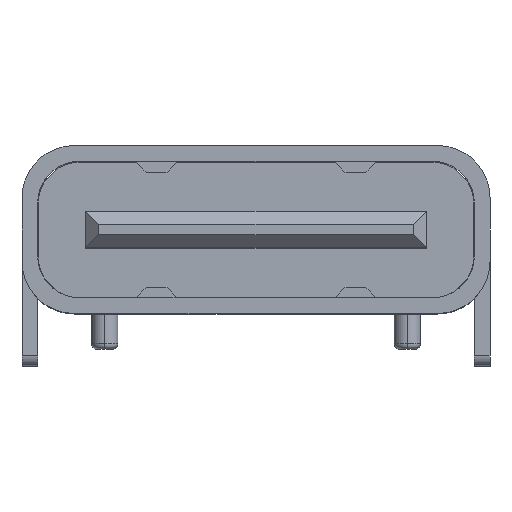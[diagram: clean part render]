
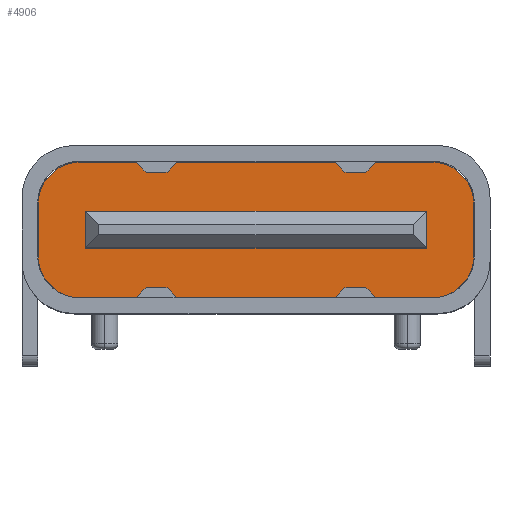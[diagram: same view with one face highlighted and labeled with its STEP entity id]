
A CAD part, top view. The second image highlights one B-rep face of the part: STEP entity #4906.
In plain terms, the highlighted planar face has unit normal (0, 0, 1).
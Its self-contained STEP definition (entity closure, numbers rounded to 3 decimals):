
#578 = CARTESIAN_POINT ( 'NONE',  ( 3.36, 1.11, -1.8 ) ) ;
#585 = CARTESIAN_POINT ( 'NONE',  ( -3.36, 1.11, -1.8 ) ) ;
#586 = DIRECTION ( 'NONE',  ( 0., 0., 1. ) ) ;
#587 = DIRECTION ( 'NONE',  ( -1., 0., 0. ) ) ;
#588 = CARTESIAN_POINT ( 'NONE',  ( 3.36, 2.1, -1.8 ) ) ;
#589 = CARTESIAN_POINT ( 'NONE',  ( -3.36, 2.1, -1.8 ) ) ;
#590 = DIRECTION ( 'NONE',  ( 0., 0., 1. ) ) ;
#591 = DIRECTION ( 'NONE',  ( 1., 0., 0. ) ) ;
#592 = CARTESIAN_POINT ( 'NONE',  ( -3.36, 2.9, -1.8 ) ) ;
#593 = DIRECTION ( 'NONE',  ( -1., 0., 0. ) ) ;
#594 = CARTESIAN_POINT ( 'NONE',  ( -3.36, 0.31, -1.8 ) ) ;
#595 = DIRECTION ( 'NONE',  ( 1., 0., 0. ) ) ;
#597 = DIRECTION ( 'NONE',  ( 0., 0., 1. ) ) ;
#598 = DIRECTION ( 'NONE',  ( 1., 0., 0. ) ) ;
#599 = CARTESIAN_POINT ( 'NONE',  ( 4.16, 2.1, -1.8 ) ) ;
#600 = DIRECTION ( 'NONE',  ( 0., 1., 0. ) ) ;
#601 = DIRECTION ( 'NONE',  ( 0., 0., 1. ) ) ;
#602 = DIRECTION ( 'NONE',  ( 1., 0., 0. ) ) ;
#603 = CARTESIAN_POINT ( 'NONE',  ( -4.16, 2.1, -1.8 ) ) ;
#604 = DIRECTION ( 'NONE',  ( 0., -1., 0. ) ) ;
#605 = CARTESIAN_POINT ( 'NONE',  ( -3.25, 1.955, -1.8 ) ) ;
#606 = DIRECTION ( 'NONE',  ( 0., -1., 0. ) ) ;
#607 = CARTESIAN_POINT ( 'NONE',  ( -3.25, 1.255, -1.8 ) ) ;
#608 = DIRECTION ( 'NONE',  ( 1., 0., 0. ) ) ;
#609 = CARTESIAN_POINT ( 'NONE',  ( 3.25, 1.955, -1.8 ) ) ;
#610 = DIRECTION ( 'NONE',  ( 0., 1., 0. ) ) ;
#611 = CARTESIAN_POINT ( 'NONE',  ( -3.25, 1.955, -1.8 ) ) ;
#612 = DIRECTION ( 'NONE',  ( -1., 0., 0. ) ) ;
#896 = LINE ( 'NONE', #603, #907 ) ;
#897 = LINE ( 'NONE', #592, #899 ) ;
#899 = VECTOR ( 'NONE', #593, 1000. ) ;
#900 = LINE ( 'NONE', #599, #903 ) ;
#902 = CIRCLE ( 'NONE', #10462, 0.8 ) ;
#903 = VECTOR ( 'NONE', #600, 1000. ) ;
#904 = CIRCLE ( 'NONE', #10458, 0.8 ) ;
#905 = LINE ( 'NONE', #594, #906 ) ;
#906 = VECTOR ( 'NONE', #595, 1000. ) ;
#907 = VECTOR ( 'NONE', #604, 1000. ) ;
#908 = CIRCLE ( 'NONE', #10471, 0.8 ) ;
#910 = CIRCLE ( 'NONE', #10472, 0.8 ) ;
#911 = LINE ( 'NONE', #605, #912 ) ;
#912 = VECTOR ( 'NONE', #606, 1000. ) ;
#913 = LINE ( 'NONE', #607, #914 ) ;
#914 = VECTOR ( 'NONE', #608, 1000. ) ;
#915 = LINE ( 'NONE', #609, #916 ) ;
#916 = VECTOR ( 'NONE', #610, 1000. ) ;
#917 = LINE ( 'NONE', #611, #918 ) ;
#918 = VECTOR ( 'NONE', #612, 1000. ) ;
#1357 = ORIENTED_EDGE ( 'NONE', *, *, #5784, .F. ) ;
#1358 = ORIENTED_EDGE ( 'NONE', *, *, #5785, .F. ) ;
#1359 = ORIENTED_EDGE ( 'NONE', *, *, #5783, .T. ) ;
#1360 = ORIENTED_EDGE ( 'NONE', *, *, #5782, .T. ) ;
#1361 = ORIENTED_EDGE ( 'NONE', *, *, #5778, .T. ) ;
#1362 = ORIENTED_EDGE ( 'NONE', *, *, #5781, .T. ) ;
#1363 = ORIENTED_EDGE ( 'NONE', *, *, #5777, .T. ) ;
#1364 = ORIENTED_EDGE ( 'NONE', *, *, #5776, .T. ) ;
#1365 = ORIENTED_EDGE ( 'NONE', *, *, #5779, .T. ) ;
#1366 = ORIENTED_EDGE ( 'NONE', *, *, #5780, .T. ) ;
#1376 = ORIENTED_EDGE ( 'NONE', *, *, #5787, .F. ) ;
#1381 = ORIENTED_EDGE ( 'NONE', *, *, #5786, .F. ) ;
#1422 = EDGE_LOOP ( 'NONE', ( #1358, #1357, #1376, #1381 ) ) ;
#1442 = EDGE_LOOP ( 'NONE', ( #1366, #1365, #1364, #1362, #1363, #1361, #1360, #1359 ) ) ;
#1626 = VERTEX_POINT ( 'NONE', #2159 ) ;
#1870 = VERTEX_POINT ( 'NONE', #2403 ) ;
#1871 = VERTEX_POINT ( 'NONE', #2404 ) ;
#1872 = VERTEX_POINT ( 'NONE', #2405 ) ;
#1873 = VERTEX_POINT ( 'NONE', #2406 ) ;
#1874 = VERTEX_POINT ( 'NONE', #2407 ) ;
#1875 = VERTEX_POINT ( 'NONE', #2408 ) ;
#1876 = VERTEX_POINT ( 'NONE', #2409 ) ;
#1877 = VERTEX_POINT ( 'NONE', #2410 ) ;
#1878 = VERTEX_POINT ( 'NONE', #2411 ) ;
#1879 = VERTEX_POINT ( 'NONE', #2412 ) ;
#1880 = VERTEX_POINT ( 'NONE', #2413 ) ;
#2159 = CARTESIAN_POINT ( 'NONE',  ( 3.25, 1.955, -1.8 ) ) ;
#2403 = CARTESIAN_POINT ( 'NONE',  ( -4.16, 1.11, -1.8 ) ) ;
#2404 = CARTESIAN_POINT ( 'NONE',  ( -3.36, 0.31, -1.8 ) ) ;
#2405 = CARTESIAN_POINT ( 'NONE',  ( 3.36, 0.31, -1.8 ) ) ;
#2406 = CARTESIAN_POINT ( 'NONE',  ( 4.16, 1.11, -1.8 ) ) ;
#2407 = CARTESIAN_POINT ( 'NONE',  ( 4.16, 2.1, -1.8 ) ) ;
#2408 = CARTESIAN_POINT ( 'NONE',  ( 3.36, 2.9, -1.8 ) ) ;
#2409 = CARTESIAN_POINT ( 'NONE',  ( -3.36, 2.9, -1.8 ) ) ;
#2410 = CARTESIAN_POINT ( 'NONE',  ( -4.16, 2.1, -1.8 ) ) ;
#2411 = CARTESIAN_POINT ( 'NONE',  ( -3.25, 1.255, -1.8 ) ) ;
#2412 = CARTESIAN_POINT ( 'NONE',  ( 3.25, 1.255, -1.8 ) ) ;
#2413 = CARTESIAN_POINT ( 'NONE',  ( -3.25, 1.955, -1.8 ) ) ;
#4906 = ADVANCED_FACE ( 'NONE', ( #12633, #12632 ), #11851, .T. ) ;
#5776 = EDGE_CURVE ( 'NONE', #1872, #1873, #902, .T. ) ;
#5777 = EDGE_CURVE ( 'NONE', #1874, #1875, #904, .T. ) ;
#5778 = EDGE_CURVE ( 'NONE', #1875, #1876, #897, .T. ) ;
#5779 = EDGE_CURVE ( 'NONE', #1871, #1872, #905, .T. ) ;
#5780 = EDGE_CURVE ( 'NONE', #1870, #1871, #908, .T. ) ;
#5781 = EDGE_CURVE ( 'NONE', #1873, #1874, #900, .T. ) ;
#5782 = EDGE_CURVE ( 'NONE', #1876, #1877, #910, .T. ) ;
#5783 = EDGE_CURVE ( 'NONE', #1877, #1870, #896, .T. ) ;
#5784 = EDGE_CURVE ( 'NONE', #1880, #1878, #911, .T. ) ;
#5785 = EDGE_CURVE ( 'NONE', #1878, #1879, #913, .T. ) ;
#5786 = EDGE_CURVE ( 'NONE', #1879, #1626, #915, .T. ) ;
#5787 = EDGE_CURVE ( 'NONE', #1626, #1880, #917, .T. ) ;
#10282 = AXIS2_PLACEMENT_3D ( 'NONE', #11847, #11859, #11860 ) ;
#10458 = AXIS2_PLACEMENT_3D ( 'NONE', #588, #590, #591 ) ;
#10462 = AXIS2_PLACEMENT_3D ( 'NONE', #578, #586, #587 ) ;
#10471 = AXIS2_PLACEMENT_3D ( 'NONE', #585, #597, #598 ) ;
#10472 = AXIS2_PLACEMENT_3D ( 'NONE', #589, #601, #602 ) ;
#11847 = CARTESIAN_POINT ( 'NONE',  ( -3.36, 1.11, -1.8 ) ) ;
#11851 = PLANE ( 'NONE',  #10282 ) ;
#11859 = DIRECTION ( 'NONE',  ( 0., 0., 1. ) ) ;
#11860 = DIRECTION ( 'NONE',  ( 1., 0., 0. ) ) ;
#12632 = FACE_BOUND ( 'NONE', #1422, .T. ) ;
#12633 = FACE_OUTER_BOUND ( 'NONE', #1442, .T. ) ;
